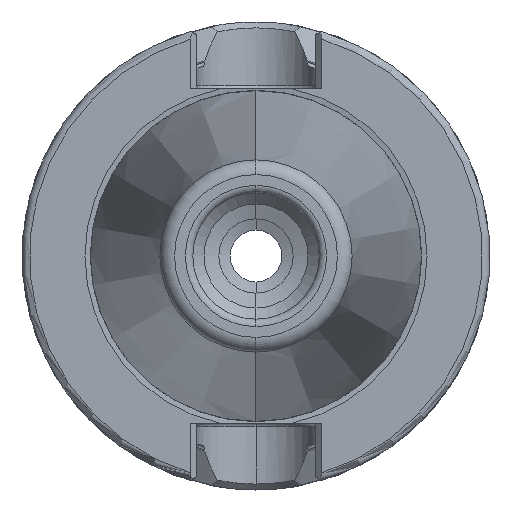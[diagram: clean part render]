
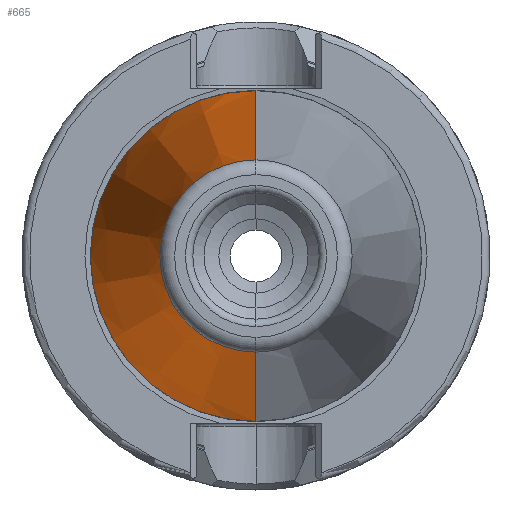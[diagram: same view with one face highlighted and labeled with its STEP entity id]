
A CAD part, left-side view. The second image highlights one B-rep face of the part: STEP entity #665.
In plain terms, the highlighted conical face has half-angle 8.297 degrees and reference radius 22.298 mm.
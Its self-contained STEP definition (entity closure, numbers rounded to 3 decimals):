
#65 = DIRECTION ( 'NONE',  ( 0., 0., 1. ) ) ;
#93 = CARTESIAN_POINT ( 'NONE',  ( -89.5, 0., -22.298 ) ) ;
#110 = EDGE_LOOP ( 'NONE', ( #1622, #2092, #2012, #937 ) ) ;
#334 = AXIS2_PLACEMENT_3D ( 'NONE', #2424, #2435, #2447 ) ;
#442 = VECTOR ( 'NONE', #3758, 1000. ) ;
#512 = CARTESIAN_POINT ( 'NONE',  ( -89.5, 0., 22.298 ) ) ;
#636 = VERTEX_POINT ( 'NONE', #3532 ) ;
#664 = LINE ( 'NONE', #512, #442 ) ;
#665 = ADVANCED_FACE ( 'NONE', ( #2887 ), #1812, .T. ) ;
#937 = ORIENTED_EDGE ( 'NONE', *, *, #3268, .F. ) ;
#970 = CIRCLE ( 'NONE', #334, 22.298 ) ;
#1528 = CARTESIAN_POINT ( 'NONE',  ( -89.5, 0., 0. ) ) ;
#1560 = DIRECTION ( 'NONE',  ( 1., 0., 0. ) ) ;
#1576 = EDGE_CURVE ( 'NONE', #636, #2763, #664, .T. ) ;
#1594 = DIRECTION ( 'NONE',  ( 0., 0., -1. ) ) ;
#1622 = ORIENTED_EDGE ( 'NONE', *, *, #2664, .F. ) ;
#1745 = VECTOR ( 'NONE', #3622, 1000. ) ;
#1812 = CONICAL_SURFACE ( 'NONE', #3695, 22.298, 0.145 ) ;
#2006 = CARTESIAN_POINT ( 'NONE',  ( -89.5, 0., -22.298 ) ) ;
#2012 = ORIENTED_EDGE ( 'NONE', *, *, #2536, .T. ) ;
#2092 = ORIENTED_EDGE ( 'NONE', *, *, #1576, .T. ) ;
#2107 = DIRECTION ( 'NONE',  ( -1., 0., 0. ) ) ;
#2424 = CARTESIAN_POINT ( 'NONE',  ( -89.5, 0., 0. ) ) ;
#2435 = DIRECTION ( 'NONE',  ( -1., 0., 0. ) ) ;
#2447 = DIRECTION ( 'NONE',  ( 0., 0., 1. ) ) ;
#2536 = EDGE_CURVE ( 'NONE', #2763, #3213, #970, .T. ) ;
#2664 = EDGE_CURVE ( 'NONE', #636, #3032, #3289, .T. ) ;
#2756 = CARTESIAN_POINT ( 'NONE',  ( -153.689, 0., 0. ) ) ;
#2763 = VERTEX_POINT ( 'NONE', #3448 ) ;
#2887 = FACE_OUTER_BOUND ( 'NONE', #110, .T. ) ;
#2914 = CARTESIAN_POINT ( 'NONE',  ( -153.689, 0., -12.937 ) ) ;
#3032 = VERTEX_POINT ( 'NONE', #2914 ) ;
#3213 = VERTEX_POINT ( 'NONE', #2006 ) ;
#3239 = AXIS2_PLACEMENT_3D ( 'NONE', #2756, #2107, #65 ) ;
#3268 = EDGE_CURVE ( 'NONE', #3032, #3213, #3462, .T. ) ;
#3289 = CIRCLE ( 'NONE', #3239, 12.937 ) ;
#3448 = CARTESIAN_POINT ( 'NONE',  ( -89.5, 0., 22.298 ) ) ;
#3462 = LINE ( 'NONE', #93, #1745 ) ;
#3532 = CARTESIAN_POINT ( 'NONE',  ( -153.689, 0., 12.937 ) ) ;
#3622 = DIRECTION ( 'NONE',  ( 0.99, 0., -0.144 ) ) ;
#3695 = AXIS2_PLACEMENT_3D ( 'NONE', #1528, #1560, #1594 ) ;
#3758 = DIRECTION ( 'NONE',  ( 0.99, 0., 0.144 ) ) ;
